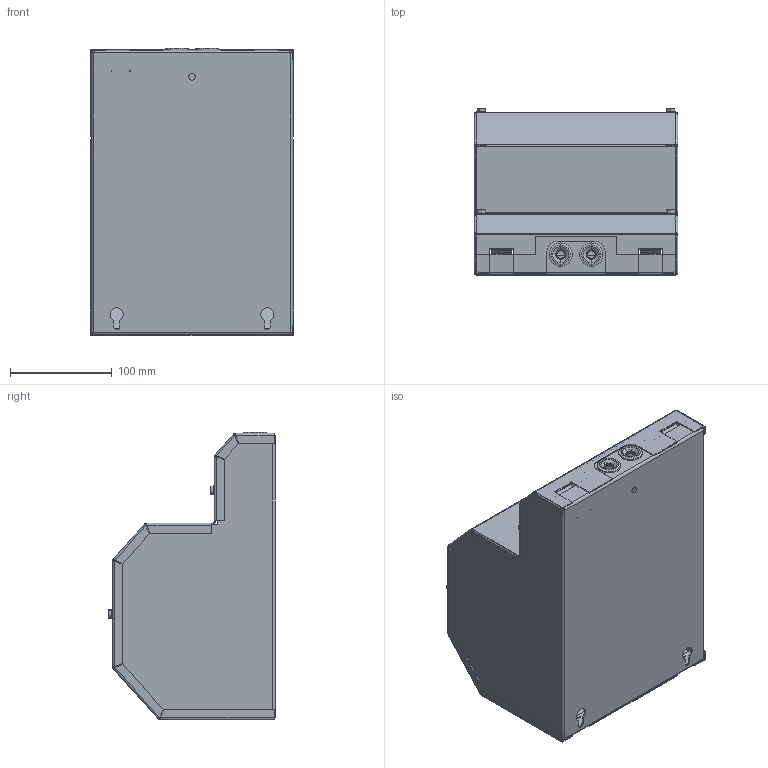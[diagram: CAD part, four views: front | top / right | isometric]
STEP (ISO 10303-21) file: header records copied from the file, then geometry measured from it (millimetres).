
FILE_DESCRIPTION (( 'STEP AP214' ), '1' );
FILE_NAME ('145736.STEP', '2023-01-19T11:01:53', ( '' ), ( '' ), 'SwSTEP 2.0', 'SolidWorks 2018', '' );
FILE_SCHEMA (( 'AUTOMOTIVE_DESIGN' ));
Length unit declared in the file: millimetre
Products named in the file (1): 145736
Bounding box: 200.2 x 164 x 282.7 mm (x, y, z)
Volume: 317932.7 mm3; surface area: 491008.2 mm2
Topology: 1 solids, 3 shells, 819 faces, 1966 edges, 1172 vertices
Faces by surface type: plane 539, cylinder 226, cone 28, bspline 18, torus 8
Entity records: 24346 total; most frequent: CARTESIAN_POINT 5266, DIRECTION 3946, ORIENTED_EDGE 3932, EDGE_CURVE 1966, VECTOR 1426, LINE 1426, AXIS2_PLACEMENT_3D 1260, VERTEX_POINT 1172
